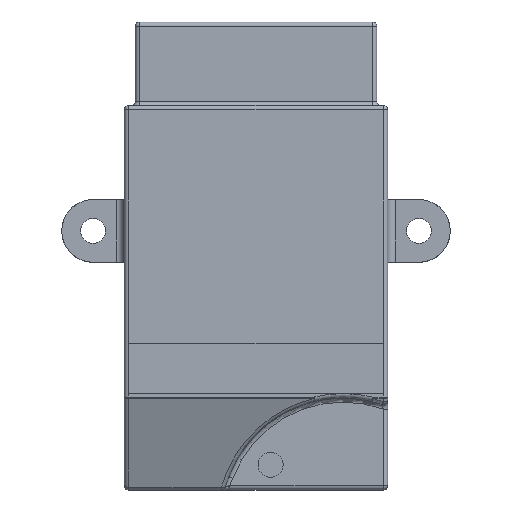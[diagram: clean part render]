
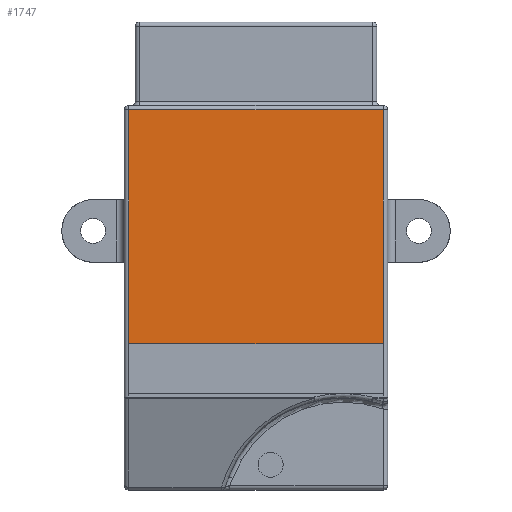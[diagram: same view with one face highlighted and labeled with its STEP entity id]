
A CAD part, top view. The second image highlights one B-rep face of the part: STEP entity #1747.
In plain terms, the highlighted planar face has unit normal (0, 0, 1).
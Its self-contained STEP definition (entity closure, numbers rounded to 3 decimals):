
#220=FACE_OUTER_BOUND('',#341,.T.);
#341=EDGE_LOOP('',(#1574,#1575,#1576,#1577));
#465=LINE('',#2584,#594);
#550=LINE('',#3242,#679);
#551=LINE('',#3247,#680);
#555=LINE('',#3252,#684);
#594=VECTOR('',#2020,30.5);
#679=VECTOR('',#2395,28.);
#680=VECTOR('',#2404,30.5);
#684=VECTOR('',#2410,28.);
#718=VERTEX_POINT('',#2579);
#719=VERTEX_POINT('',#2583);
#821=VERTEX_POINT('',#3229);
#824=VERTEX_POINT('',#3241);
#862=EDGE_CURVE('',#718,#719,#465,.T.);
#1037=EDGE_CURVE('',#824,#719,#550,.T.);
#1040=EDGE_CURVE('',#821,#824,#551,.T.);
#1044=EDGE_CURVE('',#718,#821,#555,.T.);
#1574=ORIENTED_EDGE('',*,*,#1037,.T.);
#1575=ORIENTED_EDGE('',*,*,#862,.F.);
#1576=ORIENTED_EDGE('',*,*,#1044,.T.);
#1577=ORIENTED_EDGE('',*,*,#1040,.T.);
#1619=PLANE('',#1975);
#1747=ADVANCED_FACE('',(#220),#1619,.F.);
#1975=AXIS2_PLACEMENT_3D('',#3397,#2533,#2534);
#2020=DIRECTION('',(-1.,0.,0.));
#2395=DIRECTION('',(0.,-1.,0.));
#2404=DIRECTION('',(-1.,0.,0.));
#2410=DIRECTION('',(0.,1.,0.));
#2533=DIRECTION('center_axis',(0.,0.,-1.));
#2534=DIRECTION('ref_axis',(0.,1.,0.));
#2579=CARTESIAN_POINT('',(15.25,-5.5,15.));
#2583=CARTESIAN_POINT('',(-15.25,-5.5,15.));
#2584=CARTESIAN_POINT('',(15.25,-5.5,15.));
#3229=CARTESIAN_POINT('',(15.25,22.5,15.));
#3241=CARTESIAN_POINT('',(-15.25,22.5,15.));
#3242=CARTESIAN_POINT('',(-15.25,22.5,15.));
#3247=CARTESIAN_POINT('',(15.25,22.5,15.));
#3252=CARTESIAN_POINT('',(15.25,-5.5,15.));
#3397=CARTESIAN_POINT('Origin',(15.75,-23.,15.));
